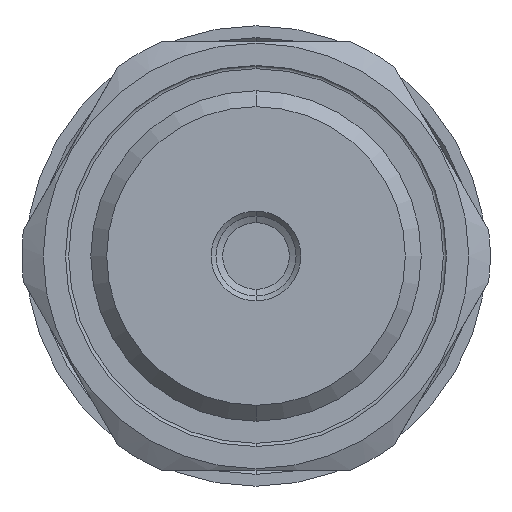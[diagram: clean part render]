
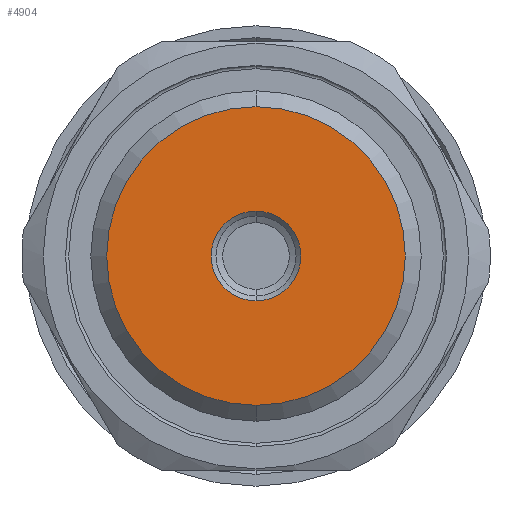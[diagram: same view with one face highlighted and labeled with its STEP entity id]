
A CAD part, front view. The second image highlights one B-rep face of the part: STEP entity #4904.
In plain terms, the highlighted planar face has unit normal (0, -1, 0).
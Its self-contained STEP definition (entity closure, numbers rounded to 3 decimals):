
#159 = EDGE_CURVE ( 'NONE', #2791, #5101, #4565, .T. ) ;
#163 = AXIS2_PLACEMENT_3D ( 'NONE', #7853, #7850, #7792 ) ;
#801 = EDGE_LOOP ( 'NONE', ( #2405, #2401 ) ) ;
#1106 = AXIS2_PLACEMENT_3D ( 'NONE', #1629, #1644, #1612 ) ;
#1612 = DIRECTION ( 'NONE',  ( 0., 0., -1. ) ) ;
#1629 = CARTESIAN_POINT ( 'NONE',  ( 0., -14., 0. ) ) ;
#1644 = DIRECTION ( 'NONE',  ( 0., -1., 0. ) ) ;
#1657 = CIRCLE ( 'NONE', #4208, 2.825 ) ;
#1699 = CIRCLE ( 'NONE', #2062, 9.406 ) ;
#1707 = CARTESIAN_POINT ( 'NONE',  ( 0., -14., -2.825 ) ) ;
#2062 = AXIS2_PLACEMENT_3D ( 'NONE', #3691, #3642, #3632 ) ;
#2291 = AXIS2_PLACEMENT_3D ( 'NONE', #5757, #5770, #5577 ) ;
#2401 = ORIENTED_EDGE ( 'NONE', *, *, #5016, .T. ) ;
#2405 = ORIENTED_EDGE ( 'NONE', *, *, #4361, .T. ) ;
#2502 = ORIENTED_EDGE ( 'NONE', *, *, #159, .F. ) ;
#2603 = ORIENTED_EDGE ( 'NONE', *, *, #3556, .F. ) ;
#2791 = VERTEX_POINT ( 'NONE', #6502 ) ;
#3556 = EDGE_CURVE ( 'NONE', #5101, #2791, #1657, .T. ) ;
#3632 = DIRECTION ( 'NONE',  ( 0., 0., -1. ) ) ;
#3642 = DIRECTION ( 'NONE',  ( 0., -1., 0. ) ) ;
#3643 = CARTESIAN_POINT ( 'NONE',  ( 0., -14., -9.406 ) ) ;
#3691 = CARTESIAN_POINT ( 'NONE',  ( 0., -14., 0. ) ) ;
#3722 = CARTESIAN_POINT ( 'NONE',  ( 0., -14., 9.406 ) ) ;
#4208 = AXIS2_PLACEMENT_3D ( 'NONE', #7767, #7813, #8206 ) ;
#4361 = EDGE_CURVE ( 'NONE', #5283, #5658, #6046, .T. ) ;
#4565 = CIRCLE ( 'NONE', #1106, 2.825 ) ;
#4769 = FACE_BOUND ( 'NONE', #5004, .T. ) ;
#4904 = ADVANCED_FACE ( 'NONE', ( #4769, #6085 ), #5707, .T. ) ;
#5004 = EDGE_LOOP ( 'NONE', ( #2603, #2502 ) ) ;
#5016 = EDGE_CURVE ( 'NONE', #5658, #5283, #1699, .T. ) ;
#5101 = VERTEX_POINT ( 'NONE', #1707 ) ;
#5283 = VERTEX_POINT ( 'NONE', #3722 ) ;
#5577 = DIRECTION ( 'NONE',  ( 0., 0., -1. ) ) ;
#5658 = VERTEX_POINT ( 'NONE', #3643 ) ;
#5707 = PLANE ( 'NONE',  #2291 ) ;
#5757 = CARTESIAN_POINT ( 'NONE',  ( 9.406, -14., 0. ) ) ;
#5770 = DIRECTION ( 'NONE',  ( 0., -1., 0. ) ) ;
#6046 = CIRCLE ( 'NONE', #163, 9.406 ) ;
#6085 = FACE_OUTER_BOUND ( 'NONE', #801, .T. ) ;
#6502 = CARTESIAN_POINT ( 'NONE',  ( 0., -14., 2.825 ) ) ;
#7767 = CARTESIAN_POINT ( 'NONE',  ( 0., -14., 0. ) ) ;
#7792 = DIRECTION ( 'NONE',  ( 0., 0., -1. ) ) ;
#7813 = DIRECTION ( 'NONE',  ( 0., -1., 0. ) ) ;
#7850 = DIRECTION ( 'NONE',  ( 0., -1., 0. ) ) ;
#7853 = CARTESIAN_POINT ( 'NONE',  ( 0., -14., 0. ) ) ;
#8206 = DIRECTION ( 'NONE',  ( 0., 0., -1. ) ) ;
